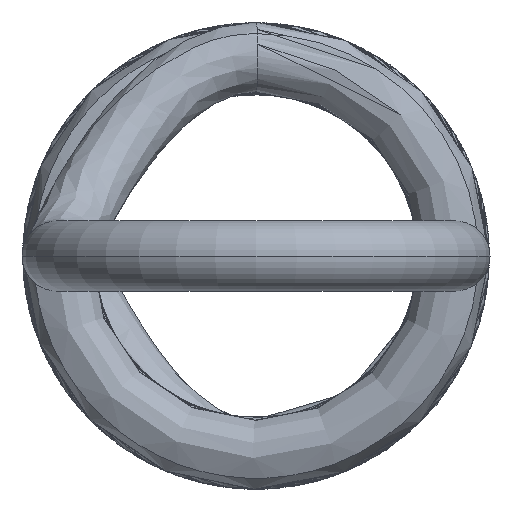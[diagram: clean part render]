
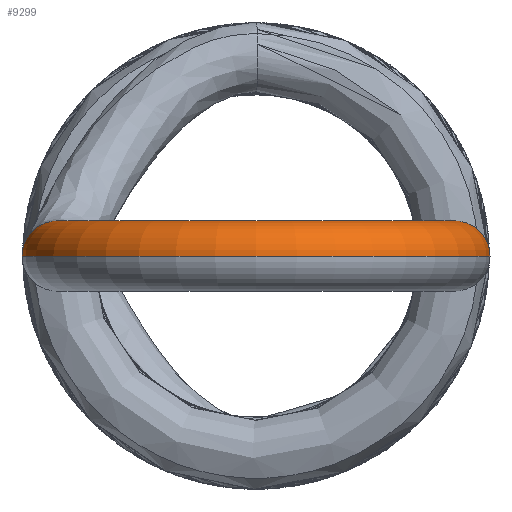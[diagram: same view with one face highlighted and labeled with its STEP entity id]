
A CAD part, left-side view. The second image highlights one B-rep face of the part: STEP entity #9299.
In plain terms, the highlighted toroidal (fillet/blend) face has major radius 3.378 mm and minor radius 0.597 mm.
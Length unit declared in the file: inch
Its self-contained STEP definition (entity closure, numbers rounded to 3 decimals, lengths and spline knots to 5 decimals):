
#89 = DIRECTION ( 'NONE',  ( 1., 0., 0. ) ) ;
#933 = DIRECTION ( 'NONE',  ( 1., 0., 0. ) ) ;
#1354 = DIRECTION ( 'NONE',  ( 0., 0., 1. ) ) ;
#1469 = CARTESIAN_POINT ( 'NONE',  ( -1.273, 0., 0. ) ) ;
#1648 = DIRECTION ( 'NONE',  ( 1., 0., 0. ) ) ;
#1783 = VERTEX_POINT ( 'NONE', #4007 ) ;
#1878 = DIRECTION ( 'NONE',  ( 0., 1., 0. ) ) ;
#2333 = ORIENTED_EDGE ( 'NONE', *, *, #10390, .F. ) ;
#2935 = ORIENTED_EDGE ( 'NONE', *, *, #17437, .T. ) ;
#4007 = CARTESIAN_POINT ( 'NONE',  ( -1.406, 0.1565, 0. ) ) ;
#4811 = ORIENTED_EDGE ( 'NONE', *, *, #20532, .F. ) ;
#5087 = CIRCLE ( 'NONE', #14210, 0.0235 ) ;
#7924 = CARTESIAN_POINT ( 'NONE',  ( -1.406, 0., 0. ) ) ;
#8115 = CIRCLE ( 'NONE', #15257, 0.0235 ) ;
#8936 = AXIS2_PLACEMENT_3D ( 'NONE', #7924, #11454, #933 ) ;
#9299 = ADVANCED_FACE ( 'NONE', ( #14130 ), #18806, .T. ) ;
#9765 = CIRCLE ( 'NONE', #14344, 0.1565 ) ;
#9965 = EDGE_CURVE ( 'NONE', #1783, #17697, #9765, .T. ) ;
#10307 = VERTEX_POINT ( 'NONE', #12011 ) ;
#10390 = EDGE_CURVE ( 'NONE', #1783, #13106, #5087, .T. ) ;
#11454 = DIRECTION ( 'NONE',  ( 0., 0., 1. ) ) ;
#12011 = CARTESIAN_POINT ( 'NONE',  ( -1.2965, 0., 0. ) ) ;
#13106 = VERTEX_POINT ( 'NONE', #17192 ) ;
#13625 = DIRECTION ( 'NONE',  ( 1., 0., 0. ) ) ;
#14055 = DIRECTION ( 'NONE',  ( 0., -1., 0. ) ) ;
#14130 = FACE_OUTER_BOUND ( 'NONE', #22628, .T. ) ;
#14210 = AXIS2_PLACEMENT_3D ( 'NONE', #22650, #1648, #1878 ) ;
#14344 = AXIS2_PLACEMENT_3D ( 'NONE', #22284, #1354, #13625 ) ;
#15257 = AXIS2_PLACEMENT_3D ( 'NONE', #1469, #14055, #89 ) ;
#16706 = AXIS2_PLACEMENT_3D ( 'NONE', #20286, #18453, #22272 ) ;
#17192 = CARTESIAN_POINT ( 'NONE',  ( -1.406, 0.1095, 0. ) ) ;
#17437 = EDGE_CURVE ( 'NONE', #17697, #10307, #8115, .T. ) ;
#17578 = CARTESIAN_POINT ( 'NONE',  ( -1.2495, 0., 0. ) ) ;
#17697 = VERTEX_POINT ( 'NONE', #17578 ) ;
#18002 = ORIENTED_EDGE ( 'NONE', *, *, #9965, .T. ) ;
#18453 = DIRECTION ( 'NONE',  ( 0., 0., 1. ) ) ;
#18806 = TOROIDAL_SURFACE ( 'NONE', #16706, 0.133, 0.0235 ) ;
#20286 = CARTESIAN_POINT ( 'NONE',  ( -1.406, 0., 0. ) ) ;
#20532 = EDGE_CURVE ( 'NONE', #13106, #10307, #21512, .T. ) ;
#21512 = CIRCLE ( 'NONE', #8936, 0.1095 ) ;
#22272 = DIRECTION ( 'NONE',  ( 1., 0., 0. ) ) ;
#22284 = CARTESIAN_POINT ( 'NONE',  ( -1.406, 0., 0. ) ) ;
#22628 = EDGE_LOOP ( 'NONE', ( #2333, #18002, #2935, #4811 ) ) ;
#22650 = CARTESIAN_POINT ( 'NONE',  ( -1.406, 0.133, 0. ) ) ;
